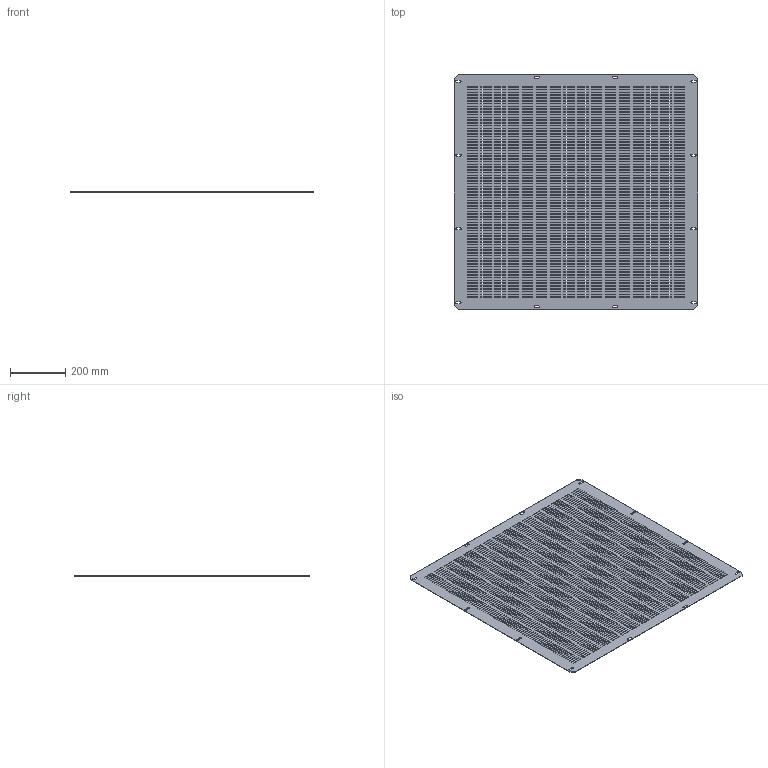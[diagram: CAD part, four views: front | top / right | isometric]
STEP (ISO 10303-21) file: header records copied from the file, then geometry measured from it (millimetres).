
FILE_DESCRIPTION (( 'STEP AP214' ), '1' );
FILE_NAME ('FO-00-FBV-100-100 FORMAT Ôëàíåö îñíîâàíèÿ âåíòèëèðóåìûé â øêàô 1000õ1000 IEK.STEP', '2024-06-24T11:26:02', ( '' ), ( '' ), 'SwSTEP 2.0', 'SolidWorks 2022', '' );
FILE_SCHEMA (( 'AUTOMOTIVE_DESIGN' ));
Products named in the file (1): FO-00-FBV-100-100 FORMAT Фланец основания вентилируемый в шкаф 1000х1000 IEK
Bounding box: 880 x 848 x 1.5 mm (x, y, z)
Volume: 977880.3 mm3; surface area: 1455791.5 mm2
Topology: 1 solids, 1 shells, 4998 faces, 14988 edges, 9992 vertices
Faces by surface type: plane 4962, cylinder 36
Entity records: 169974 total; most frequent: CARTESIAN_POINT 29979, ORIENTED_EDGE 29976, DIRECTION 25058, EDGE_CURVE 14988, VECTOR 14916, LINE 14916, VERTEX_POINT 9992, EDGE_LOOP 7486
